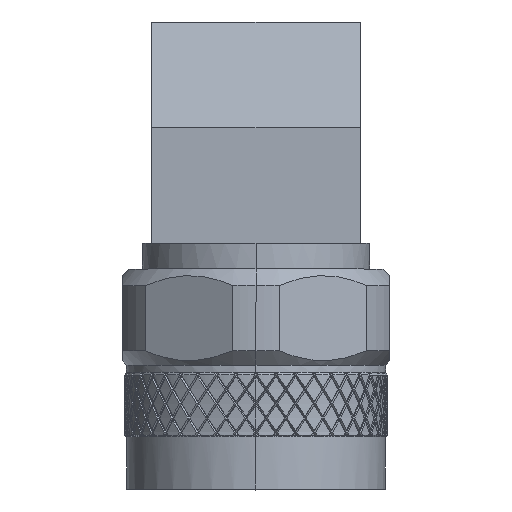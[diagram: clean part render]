
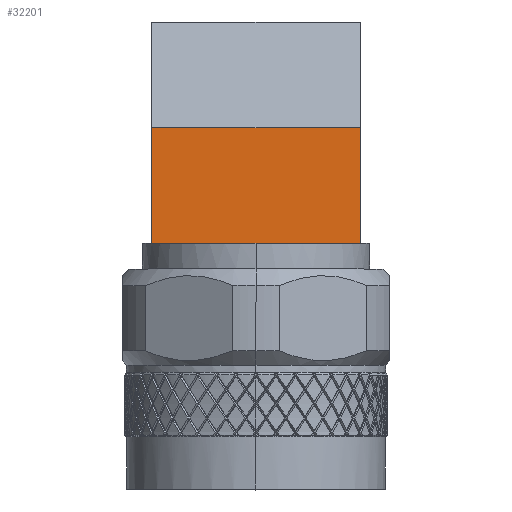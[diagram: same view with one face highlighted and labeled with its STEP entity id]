
A CAD part, top view. The second image highlights one B-rep face of the part: STEP entity #32201.
In plain terms, the highlighted face is planar.
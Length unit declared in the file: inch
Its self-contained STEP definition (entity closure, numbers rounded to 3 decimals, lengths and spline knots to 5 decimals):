
#2223 = CARTESIAN_POINT ( 'NONE',  ( -0.31496, -1.09478, -0.31496 ) ) ;
#4220 = CARTESIAN_POINT ( 'NONE',  ( -0.31496, -0.74549, 0.31496 ) ) ;
#11869 = PLANE ( 'NONE',  #161467 ) ;
#13767 = CARTESIAN_POINT ( 'NONE',  ( -0.31496, -1.09478, 0.31496 ) ) ;
#14066 = CARTESIAN_POINT ( 'NONE',  ( -0.31496, -0.74549, -0.31496 ) ) ;
#16435 = VERTEX_POINT ( 'NONE', #35786 ) ;
#17585 = EDGE_CURVE ( 'NONE', #63588, #16435, #88852, .T. ) ;
#24468 = CARTESIAN_POINT ( 'NONE',  ( -0.31496, -0.74549, 0.31496 ) ) ;
#25837 = CARTESIAN_POINT ( 'NONE',  ( -0.31496, -0.74549, 0.31496 ) ) ;
#27688 = EDGE_CURVE ( 'NONE', #16435, #68517, #150133, .T. ) ;
#29661 = VECTOR ( 'NONE', #110194, 39.37008 ) ;
#32201 = ADVANCED_FACE ( 'NONE', ( #35774 ), #11869, .F. ) ;
#34685 = ORIENTED_EDGE ( 'NONE', *, *, #161457, .T. ) ;
#35774 = FACE_OUTER_BOUND ( 'NONE', #100709, .T. ) ;
#35786 = CARTESIAN_POINT ( 'NONE',  ( -0.31496, -0.74549, 0.1398 ) ) ;
#36355 = DIRECTION ( 'NONE',  ( 0., -1., 0. ) ) ;
#36587 = DIRECTION ( 'NONE',  ( 0., 1., 0. ) ) ;
#38770 = LINE ( 'NONE', #14066, #105098 ) ;
#46792 = VERTEX_POINT ( 'NONE', #149589 ) ;
#51545 = LINE ( 'NONE', #13767, #160007 ) ;
#51767 = CARTESIAN_POINT ( 'NONE',  ( -0.31496, -0.74549, 0.31496 ) ) ;
#52366 = DIRECTION ( 'NONE',  ( 0., 0., 1. ) ) ;
#53038 = ORIENTED_EDGE ( 'NONE', *, *, #17585, .T. ) ;
#54354 = DIRECTION ( 'NONE',  ( 0., 0., -1. ) ) ;
#56464 = VECTOR ( 'NONE', #54354, 39.37008 ) ;
#60266 = EDGE_CURVE ( 'NONE', #81844, #123339, #51545, .T. ) ;
#63588 = VERTEX_POINT ( 'NONE', #24468 ) ;
#64084 = LINE ( 'NONE', #51767, #73601 ) ;
#65800 = CARTESIAN_POINT ( 'NONE',  ( -0.31496, -0.74549, -0.1398 ) ) ;
#68426 = EDGE_CURVE ( 'NONE', #46792, #81844, #38770, .T. ) ;
#68517 = VERTEX_POINT ( 'NONE', #65800 ) ;
#72283 = ORIENTED_EDGE ( 'NONE', *, *, #84595, .F. ) ;
#73601 = VECTOR ( 'NONE', #137888, 39.37008 ) ;
#81844 = VERTEX_POINT ( 'NONE', #2223 ) ;
#84595 = EDGE_CURVE ( 'NONE', #63588, #123339, #159431, .T. ) ;
#88852 = LINE ( 'NONE', #4220, #56464 ) ;
#89113 = CARTESIAN_POINT ( 'NONE',  ( -0.31496, -1.09478, 0.31496 ) ) ;
#100709 = EDGE_LOOP ( 'NONE', ( #144563, #148725, #72283, #53038, #122545, #34685 ) ) ;
#100852 = CARTESIAN_POINT ( 'NONE',  ( -0.31496, -0.74549, 0.31496 ) ) ;
#105098 = VECTOR ( 'NONE', #36355, 39.37008 ) ;
#107772 = CARTESIAN_POINT ( 'NONE',  ( -0.31496, -0.74549, 0.31496 ) ) ;
#110194 = DIRECTION ( 'NONE',  ( 0., -1., 0. ) ) ;
#122545 = ORIENTED_EDGE ( 'NONE', *, *, #27688, .T. ) ;
#123339 = VERTEX_POINT ( 'NONE', #89113 ) ;
#126191 = VECTOR ( 'NONE', #158579, 39.37008 ) ;
#137888 = DIRECTION ( 'NONE',  ( 0., 0., -1. ) ) ;
#144563 = ORIENTED_EDGE ( 'NONE', *, *, #68426, .T. ) ;
#148725 = ORIENTED_EDGE ( 'NONE', *, *, #60266, .T. ) ;
#149589 = CARTESIAN_POINT ( 'NONE',  ( -0.31496, -0.74549, -0.31496 ) ) ;
#150133 = LINE ( 'NONE', #100852, #126191 ) ;
#150586 = DIRECTION ( 'NONE',  ( 1., 0., 0. ) ) ;
#158579 = DIRECTION ( 'NONE',  ( 0., 0., -1. ) ) ;
#159431 = LINE ( 'NONE', #107772, #29661 ) ;
#160007 = VECTOR ( 'NONE', #52366, 39.37008 ) ;
#161457 = EDGE_CURVE ( 'NONE', #68517, #46792, #64084, .T. ) ;
#161467 = AXIS2_PLACEMENT_3D ( 'NONE', #25837, #150586, #36587 ) ;
